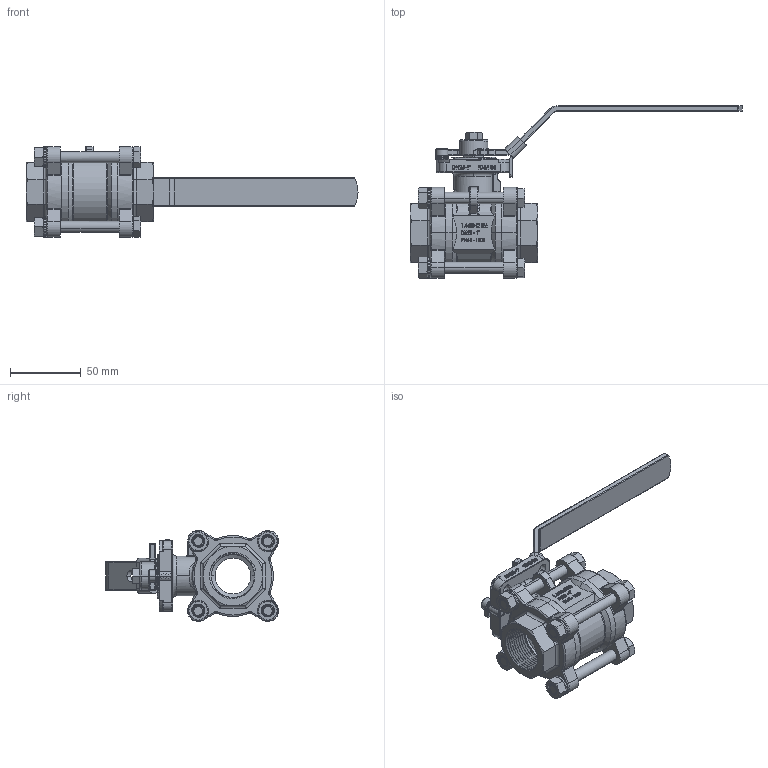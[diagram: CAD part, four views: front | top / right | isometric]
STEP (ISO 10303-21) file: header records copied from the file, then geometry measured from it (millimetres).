
FILE_DESCRIPTION (( 'STEP AP203' ), '1' );
FILE_NAME ('一吋.STEP', '2018-01-10T07:16:23', ( '' ), ( '' ), 'SwSTEP 2.0', 'SolidWorks 2014', '' );
FILE_SCHEMA (( 'CONFIG_CONTROL_DESIGN' ));
Length unit declared in the file: millimetre
Products named in the file (23): G-25E3060; G-10C1940; C-34E016-S00; M-25E2140(掛鎖); G-10C2640; D-34E5260; M-25E2140; T-52G07G0; E-34E0461; G-B3CA440; T-34E08T0; F-25E0361; G-10A2640; G-34E2540; T-35E05C1; G-B1DA540; T-34E07G0; T-35E06C1; 一吋; G-34E2740; T-34E07C0; G-34E1150; G-34E1840
Assembly tree (44 placements, depth 2):
  一吋
    C-34E016-S00
    D-34E5260  x2
    E-34E0461
    F-25E0361
    T-35E05C1  x2
    T-35E06C1  x2
    T-34E07C0  x2
    G-34E1840  x4
    G-10C1940  x4
    G-10C2640  x4
    T-52G07G0
    T-34E08T0  x4
    G-34E2540  x5
    T-34E07G0
    G-34E2740
    G-34E1150  x2
    G-25E3060
    M-25E2140(掛鎖)
    M-25E2140
    G-B3CA440
    G-10A2640  x2
    G-B1DA540
Bounding box: 234 x 121.84 x 64.08 mm (x, y, z)
Volume: 205585 mm3; surface area: 114566.1 mm2
Topology: 44 solids, 44 shells, 1956 faces, 4849 edges, 2986 vertices
Faces by surface type: cylinder 699, plane 612, bspline 237, cone 191, torus 138, sphere 79
Entity records: 65520 total; most frequent: CARTESIAN_POINT 31427, ORIENTED_EDGE 6940, DIRECTION 5781, EDGE_CURVE 3470, VERTEX_POINT 2198, AXIS2_PLACEMENT_3D 2045, LINE 1691, VECTOR 1691
